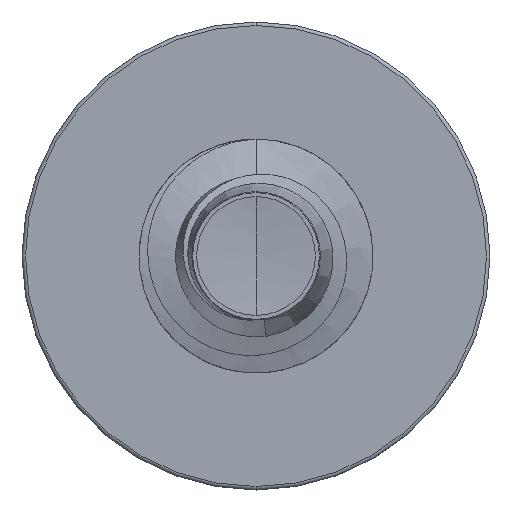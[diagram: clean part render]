
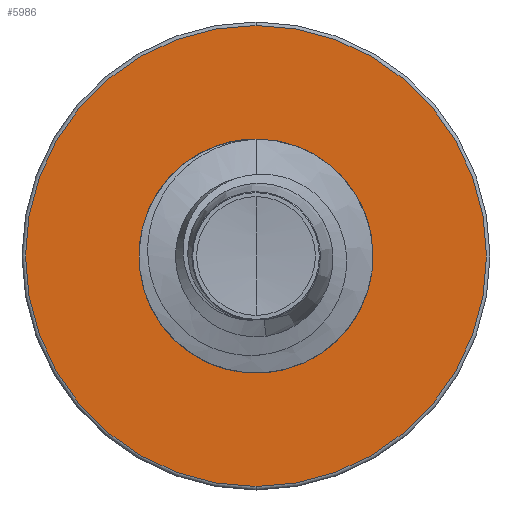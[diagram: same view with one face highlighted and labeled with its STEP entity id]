
A CAD part, front view. The second image highlights one B-rep face of the part: STEP entity #5986.
In plain terms, the highlighted planar face has unit normal (0, -1, 0).
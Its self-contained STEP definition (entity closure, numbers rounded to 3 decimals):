
#95 = PLANE ( 'NONE',  #3440 ) ;
#179 = DIRECTION ( 'NONE',  ( 0., 1., 0. ) ) ;
#1304 = DIRECTION ( 'NONE',  ( 0., 0., 1. ) ) ;
#1902 = AXIS2_PLACEMENT_3D ( 'NONE', #3541, #11935, #4747 ) ;
#2131 = CARTESIAN_POINT ( 'NONE',  ( 0., 8.5, 1.572 ) ) ;
#3156 = DIRECTION ( 'NONE',  ( 0., 1., 0. ) ) ;
#3417 = CARTESIAN_POINT ( 'NONE',  ( 0., 8.5, 0. ) ) ;
#3438 = ORIENTED_EDGE ( 'NONE', *, *, #11886, .F. ) ;
#3440 = AXIS2_PLACEMENT_3D ( 'NONE', #7214, #8473, #1304 ) ;
#3541 = CARTESIAN_POINT ( 'NONE',  ( 0., 8.5, 0. ) ) ;
#3616 = EDGE_CURVE ( 'NONE', #14732, #5438, #11867, .T. ) ;
#4626 = DIRECTION ( 'NONE',  ( 0., 0., 1. ) ) ;
#4747 = DIRECTION ( 'NONE',  ( 0., 0., 1. ) ) ;
#4960 = EDGE_LOOP ( 'NONE', ( #13512, #8980 ) ) ;
#5427 = VERTEX_POINT ( 'NONE', #6900 ) ;
#5438 = VERTEX_POINT ( 'NONE', #2131 ) ;
#5715 = EDGE_CURVE ( 'NONE', #5438, #14732, #8869, .T. ) ;
#5986 = ADVANCED_FACE ( 'NONE', ( #14863, #11675 ), #95, .F. ) ;
#6278 = AXIS2_PLACEMENT_3D ( 'NONE', #7346, #179, #8559 ) ;
#6588 = CARTESIAN_POINT ( 'NONE',  ( 0., 8.5, -1.572 ) ) ;
#6608 = CIRCLE ( 'NONE', #15283, 3.448 ) ;
#6838 = ORIENTED_EDGE ( 'NONE', *, *, #15156, .F. ) ;
#6900 = CARTESIAN_POINT ( 'NONE',  ( 0., 8.5, 3.448 ) ) ;
#7214 = CARTESIAN_POINT ( 'NONE',  ( 0., 8.5, -1.572 ) ) ;
#7346 = CARTESIAN_POINT ( 'NONE',  ( 0., 8.5, 0. ) ) ;
#8473 = DIRECTION ( 'NONE',  ( 0., 1., 0. ) ) ;
#8559 = DIRECTION ( 'NONE',  ( 0., 0., 1. ) ) ;
#8869 = CIRCLE ( 'NONE', #14185, 1.572 ) ;
#8980 = ORIENTED_EDGE ( 'NONE', *, *, #3616, .T. ) ;
#10268 = VERTEX_POINT ( 'NONE', #11043 ) ;
#10349 = CARTESIAN_POINT ( 'NONE',  ( 0., 8.5, 0. ) ) ;
#11043 = CARTESIAN_POINT ( 'NONE',  ( 0., 8.5, -3.447 ) ) ;
#11549 = DIRECTION ( 'NONE',  ( 0., 0., 1. ) ) ;
#11675 = FACE_BOUND ( 'NONE', #4960, .T. ) ;
#11808 = DIRECTION ( 'NONE',  ( 0., 1., 0. ) ) ;
#11867 = CIRCLE ( 'NONE', #1902, 1.572 ) ;
#11886 = EDGE_CURVE ( 'NONE', #10268, #5427, #14647, .T. ) ;
#11935 = DIRECTION ( 'NONE',  ( 0., 1., 0. ) ) ;
#12309 = EDGE_LOOP ( 'NONE', ( #6838, #3438 ) ) ;
#13512 = ORIENTED_EDGE ( 'NONE', *, *, #5715, .T. ) ;
#14185 = AXIS2_PLACEMENT_3D ( 'NONE', #3417, #11808, #4626 ) ;
#14647 = CIRCLE ( 'NONE', #6278, 3.448 ) ;
#14732 = VERTEX_POINT ( 'NONE', #6588 ) ;
#14863 = FACE_OUTER_BOUND ( 'NONE', #12309, .T. ) ;
#15156 = EDGE_CURVE ( 'NONE', #5427, #10268, #6608, .T. ) ;
#15283 = AXIS2_PLACEMENT_3D ( 'NONE', #10349, #3156, #11549 ) ;
